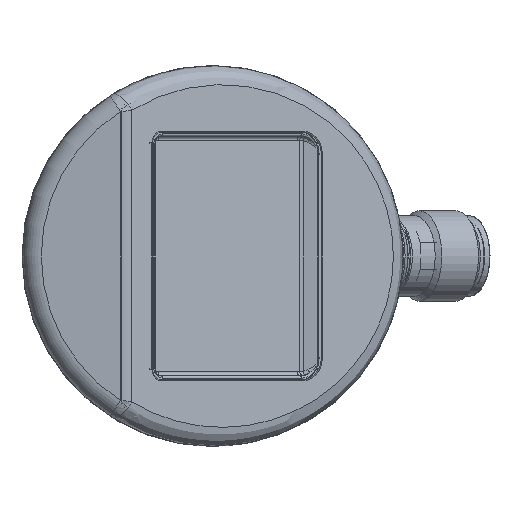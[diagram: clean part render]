
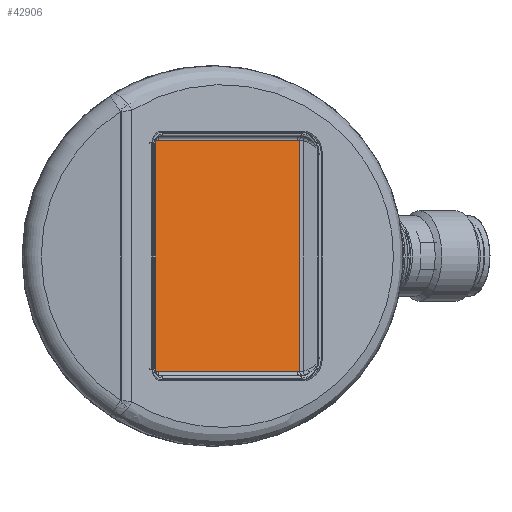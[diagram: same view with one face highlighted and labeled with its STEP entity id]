
A CAD part, front view. The second image highlights one B-rep face of the part: STEP entity #42906.
In plain terms, the highlighted planar face has unit normal (0.5, -0.866, 0).
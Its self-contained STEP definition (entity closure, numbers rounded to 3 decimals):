
#2560=LINE('',#54372,#4682);
#2561=LINE('',#54376,#4683);
#2562=LINE('',#54380,#4684);
#2563=LINE('',#54384,#4685);
#4682=VECTOR('',#47247,1000.);
#4683=VECTOR('',#47250,1000.);
#4684=VECTOR('',#47253,1000.);
#4685=VECTOR('',#47256,1000.);
#6804=ORIENTED_EDGE('',*,*,#15960,.T.);
#6805=ORIENTED_EDGE('',*,*,#15961,.T.);
#6806=ORIENTED_EDGE('',*,*,#15962,.T.);
#6807=ORIENTED_EDGE('',*,*,#15963,.T.);
#6808=ORIENTED_EDGE('',*,*,#15964,.T.);
#6809=ORIENTED_EDGE('',*,*,#15965,.T.);
#6810=ORIENTED_EDGE('',*,*,#15966,.T.);
#6811=ORIENTED_EDGE('',*,*,#15967,.T.);
#15960=EDGE_CURVE('',#20538,#20539,#23562,.F.);
#15961=EDGE_CURVE('',#20539,#20540,#2560,.T.);
#15962=EDGE_CURVE('',#20540,#20541,#23563,.F.);
#15963=EDGE_CURVE('',#20541,#20542,#2561,.T.);
#15964=EDGE_CURVE('',#20542,#20543,#23564,.F.);
#15965=EDGE_CURVE('',#20543,#20544,#2562,.T.);
#15966=EDGE_CURVE('',#20544,#20545,#23565,.F.);
#15967=EDGE_CURVE('',#20545,#20538,#2563,.T.);
#20538=VERTEX_POINT('',#54370);
#20539=VERTEX_POINT('',#54371);
#20540=VERTEX_POINT('',#54373);
#20541=VERTEX_POINT('',#54375);
#20542=VERTEX_POINT('',#54377);
#20543=VERTEX_POINT('',#54379);
#20544=VERTEX_POINT('',#54381);
#20545=VERTEX_POINT('',#54383);
#23562=CIRCLE('',#44741,1.946);
#23563=CIRCLE('',#44742,1.946);
#23564=CIRCLE('',#44743,0.446);
#23565=CIRCLE('',#44744,0.446);
#24339=EDGE_LOOP('',(#6804,#6805,#6806,#6807,#6808,#6809,#6810,#6811));
#26502=FACE_BOUND('',#24339,.T.);
#28666=PLANE('',#44740);
#42906=ADVANCED_FACE('',(#26502),#28666,.F.);
#44740=AXIS2_PLACEMENT_3D('',#54368,#47243,#47244);
#44741=AXIS2_PLACEMENT_3D('',#54369,#47245,#47246);
#44742=AXIS2_PLACEMENT_3D('',#54374,#47248,#47249);
#44743=AXIS2_PLACEMENT_3D('',#54378,#47251,#47252);
#44744=AXIS2_PLACEMENT_3D('',#54382,#47254,#47255);
#47243=DIRECTION('',(-0.5,0.866,0.));
#47244=DIRECTION('',(0.866,0.5,0.));
#47245=DIRECTION('',(-0.5,0.866,0.));
#47246=DIRECTION('',(0.866,0.5,0.));
#47247=DIRECTION('',(0.,0.,1.));
#47248=DIRECTION('',(-0.5,0.866,0.));
#47249=DIRECTION('',(0.866,0.5,0.));
#47250=DIRECTION('',(-0.866,-0.5,0.));
#47251=DIRECTION('',(-0.5,0.866,0.));
#47252=DIRECTION('',(0.866,0.5,0.));
#47253=DIRECTION('',(0.,0.,-1.));
#47254=DIRECTION('',(-0.5,0.866,0.));
#47255=DIRECTION('',(0.866,0.5,0.));
#47256=DIRECTION('',(0.866,0.5,0.));
#54368=CARTESIAN_POINT('',(11.243,-23.119,13.4));
#54369=CARTESIAN_POINT('',(11.243,-23.119,-13.4));
#54370=CARTESIAN_POINT('',(11.243,-23.119,-15.346));
#54371=CARTESIAN_POINT('',(11.526,-22.955,-15.318));
#54372=CARTESIAN_POINT('',(11.526,-22.955,15.252));
#54373=CARTESIAN_POINT('',(11.526,-22.955,15.318));
#54374=CARTESIAN_POINT('',(11.243,-23.119,13.4));
#54375=CARTESIAN_POINT('',(11.243,-23.119,15.346));
#54376=CARTESIAN_POINT('',(-7.203,-33.769,15.346));
#54377=CARTESIAN_POINT('',(-7.203,-33.769,15.346));
#54378=CARTESIAN_POINT('',(-7.203,-33.769,14.9));
#54379=CARTESIAN_POINT('',(-7.589,-33.991,14.9));
#54380=CARTESIAN_POINT('',(-7.589,-33.991,-14.9));
#54381=CARTESIAN_POINT('',(-7.589,-33.991,-14.9));
#54382=CARTESIAN_POINT('',(-7.203,-33.769,-14.9));
#54383=CARTESIAN_POINT('',(-7.203,-33.769,-15.346));
#54384=CARTESIAN_POINT('',(11.243,-23.119,-15.346));
